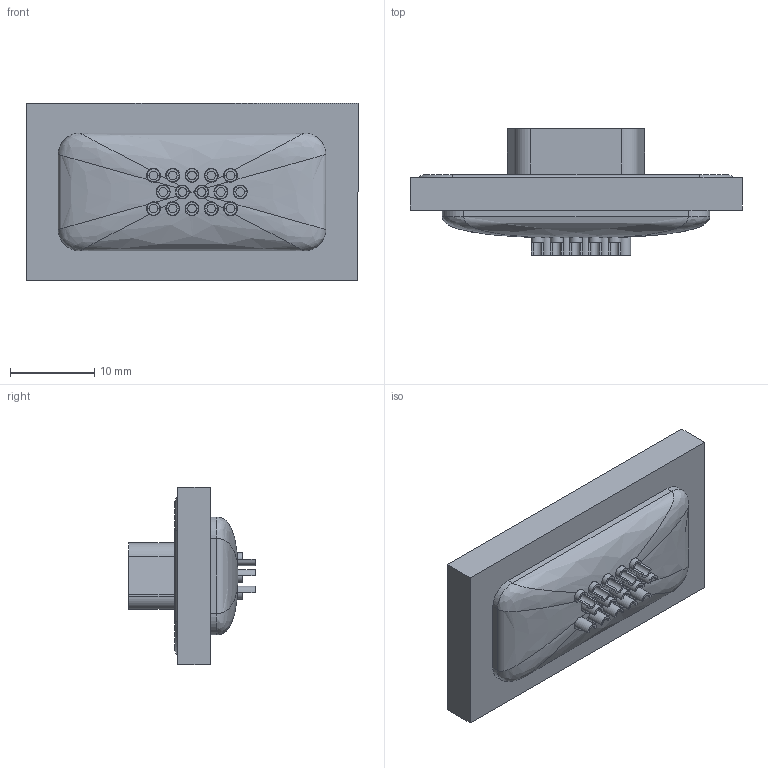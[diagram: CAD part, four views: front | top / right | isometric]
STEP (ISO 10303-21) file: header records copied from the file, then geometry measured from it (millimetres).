
FILE_DESCRIPTION (( 'STEP AP214' ), '1' );
FILE_NAME ('WPSDH15S.STEP', '2006-09-01T13:37:04', ( 'X' ), ( 'L-COM' ), 'SwSTEP 2.0', 'SolidWorks 2006052', '' );
FILE_SCHEMA (( 'AUTOMOTIVE_DESIGN' ));
Length unit declared in the file: inch
Products named in the file (5): WPSD9; WPSDH15-MA1; WPSD9-ma2; SDH15S_With Clinch Nuts; WPSDH15S
Assembly tree (4 placements, depth 2):
  WPSDH15S
    WPSD9-ma2
    WPSDH15-MA1
    SDH15S_With Clinch Nuts
    WPSD9
Bounding box: 39.4 x 15.01 x 21.1 mm (x, y, z)
Volume: 4049.8 mm3; surface area: 5610.1 mm2
Topology: 4 solids, 4 shells, 569 faces, 1399 edges, 845 vertices
Faces by surface type: cylinder 262, plane 191, cone 48, bspline 44, torus 24
Entity records: 26183 total; most frequent: CARTESIAN_POINT 9402, ORIENTED_EDGE 2766, DIRECTION 2714, EDGE_CURVE 1383, AXIS2_PLACEMENT_3D 1019, VERTEX_POINT 845, VECTOR 676, LINE 676
